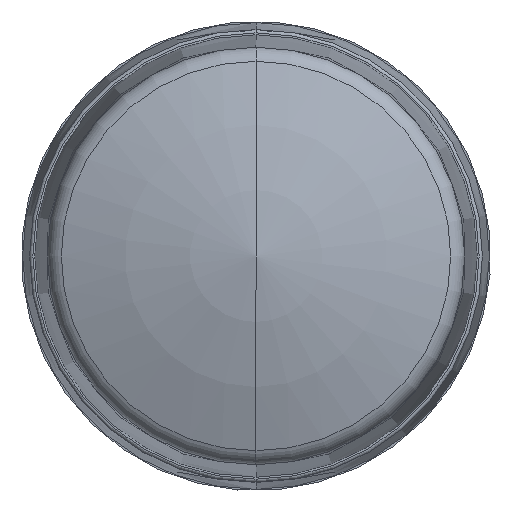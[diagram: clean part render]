
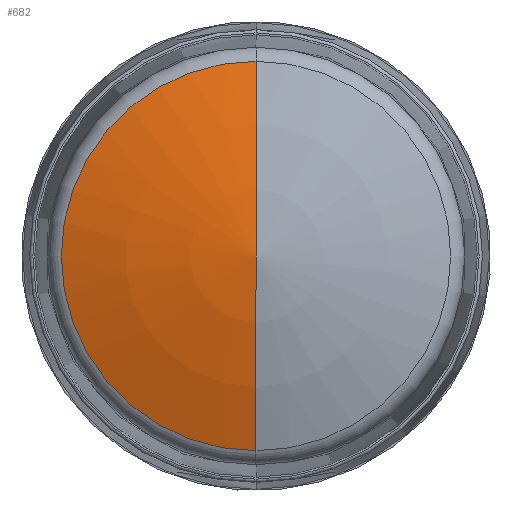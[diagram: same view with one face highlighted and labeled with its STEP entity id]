
A CAD part, left-side view. The second image highlights one B-rep face of the part: STEP entity #682.
In plain terms, the highlighted toroidal (fillet/blend) face has major radius 5.569 mm and minor radius 61.491 mm.
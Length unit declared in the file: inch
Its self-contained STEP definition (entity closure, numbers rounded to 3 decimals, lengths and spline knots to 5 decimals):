
#12 = CIRCLE ( 'NONE', #7033, 2.42089 ) ;
#562 = AXIS2_PLACEMENT_3D ( 'NONE', #3031, #2324, #8555 ) ;
#609 = DIRECTION ( 'NONE',  ( 0., 1., 0. ) ) ;
#682 = ADVANCED_FACE ( 'NONE', ( #3098 ), #8897, .T. ) ;
#1912 = CARTESIAN_POINT ( 'NONE',  ( -2.57809, 0., -0.59729 ) ) ;
#1955 = DIRECTION ( 'NONE',  ( 0., 0., 1. ) ) ;
#2324 = DIRECTION ( 'NONE',  ( 0., -1., 0. ) ) ;
#2352 = VERTEX_POINT ( 'NONE', #6500 ) ;
#2459 = CARTESIAN_POINT ( 'NONE',  ( -2.57809, 0., 0. ) ) ;
#3031 = CARTESIAN_POINT ( 'NONE',  ( -0.29905, 0., -0.21924 ) ) ;
#3054 = DIRECTION ( 'NONE',  ( 0., 0., 1. ) ) ;
#3098 = FACE_OUTER_BOUND ( 'NONE', #5297, .T. ) ;
#3236 = DIRECTION ( 'NONE',  ( 0., 0., 1. ) ) ;
#3680 = CIRCLE ( 'NONE', #4555, 0.59729 ) ;
#3751 = CARTESIAN_POINT ( 'NONE',  ( -0.29905, 0., 0. ) ) ;
#3752 = VERTEX_POINT ( 'NONE', #3966 ) ;
#3966 = CARTESIAN_POINT ( 'NONE',  ( -2.57809, 0., 0.59729 ) ) ;
#4024 = CIRCLE ( 'NONE', #562, 2.42089 ) ;
#4507 = EDGE_CURVE ( 'NONE', #3752, #7156, #3680, .T. ) ;
#4555 = AXIS2_PLACEMENT_3D ( 'NONE', #2459, #6006, #3236 ) ;
#4579 = ORIENTED_EDGE ( 'NONE', *, *, #4507, .T. ) ;
#5297 = EDGE_LOOP ( 'NONE', ( #4579, #8900, #8427 ) ) ;
#6006 = DIRECTION ( 'NONE',  ( -1., 0., 0. ) ) ;
#6177 = CARTESIAN_POINT ( 'NONE',  ( -0.29905, 0., 0.21924 ) ) ;
#6500 = CARTESIAN_POINT ( 'NONE',  ( -2.71, 0., 0. ) ) ;
#7033 = AXIS2_PLACEMENT_3D ( 'NONE', #6177, #609, #1955 ) ;
#7128 = AXIS2_PLACEMENT_3D ( 'NONE', #3751, #8669, #3054 ) ;
#7156 = VERTEX_POINT ( 'NONE', #1912 ) ;
#7464 = EDGE_CURVE ( 'NONE', #3752, #2352, #4024, .T. ) ;
#8201 = EDGE_CURVE ( 'NONE', #7156, #2352, #12, .T. ) ;
#8427 = ORIENTED_EDGE ( 'NONE', *, *, #7464, .F. ) ;
#8555 = DIRECTION ( 'NONE',  ( 0., 0., -1. ) ) ;
#8669 = DIRECTION ( 'NONE',  ( -1., 0., 0. ) ) ;
#8897 = TOROIDAL_SURFACE ( 'NONE', #7128, -0.21924, 2.42089 ) ;
#8900 = ORIENTED_EDGE ( 'NONE', *, *, #8201, .T. ) ;
